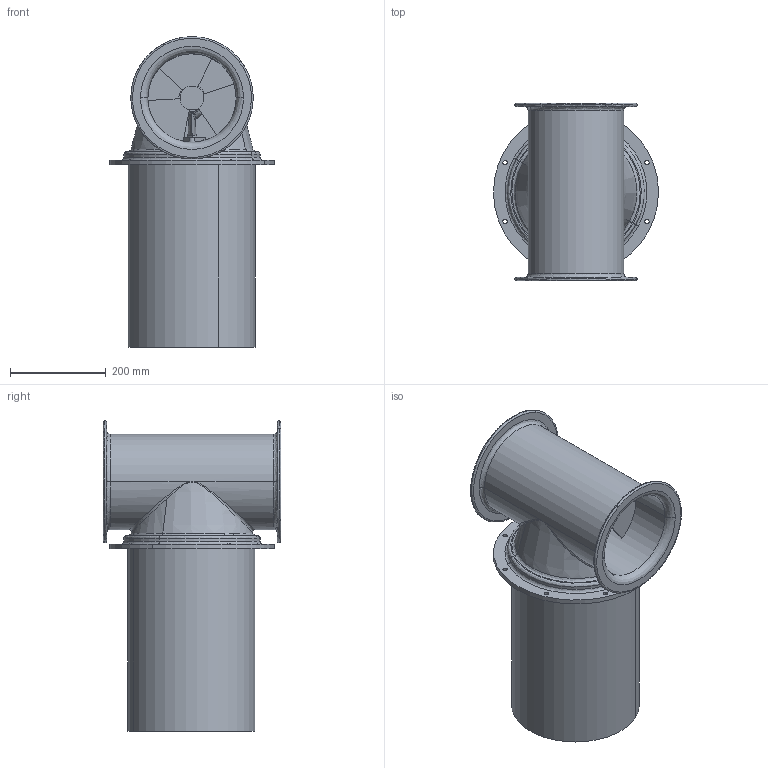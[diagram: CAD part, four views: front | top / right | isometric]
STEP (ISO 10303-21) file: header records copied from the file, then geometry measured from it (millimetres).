
FILE_DESCRIPTION(('CATIA V5 STEP Exchange'),'2;1');
FILE_NAME('STERN POD CT80-2.stp','2014-11-21T07:23:54+00:00',('none'),('none'),'CATIA Version 5 Release 21 GA (IN-10)','CATIA V5 STEP AP203','none');
FILE_SCHEMA(('CONFIG_CONTROL_DESIGN'));
Length unit declared in the file: millimetre
Products named in the file (1): STERN POD CT80
Bounding box: 343.9 x 370 x 647.46 mm (x, y, z)
Volume: 9565819.8 mm3; surface area: 1648914 mm2
Topology: 4 solids, 4 shells, 278 faces, 663 edges, 425 vertices
Faces by surface type: cylinder 135, plane 84, revolution 33, bspline 22, torus 2, cone 2
Entity records: 14528 total; most frequent: CARTESIAN_POINT 8720, ORIENTED_EDGE 1326, DIRECTION 815, EDGE_CURVE 663, VERTEX_POINT 425, AXIS2_PLACEMENT_3D 404, EDGE_LOOP 340, ADVANCED_FACE 278
